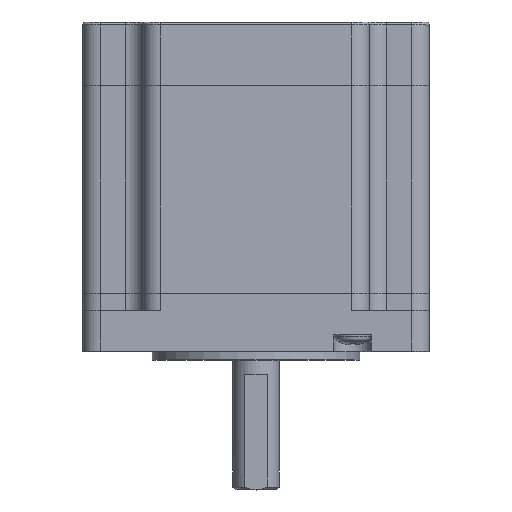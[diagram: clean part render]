
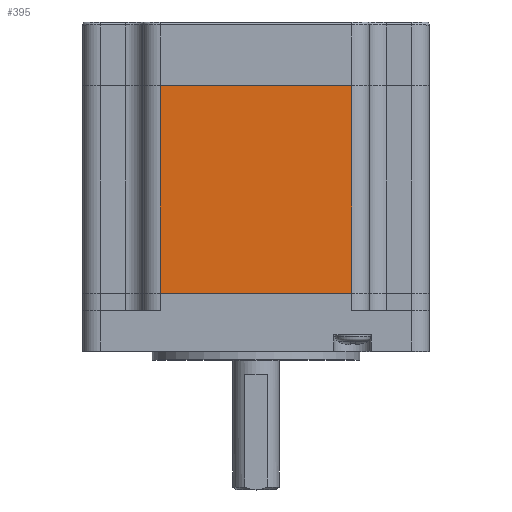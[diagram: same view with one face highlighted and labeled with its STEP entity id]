
A CAD part, top view. The second image highlights one B-rep face of the part: STEP entity #395.
In plain terms, the highlighted planar face has unit normal (0, 0, 1).
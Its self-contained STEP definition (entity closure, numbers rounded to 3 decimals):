
#395 = ADVANCED_FACE( '', ( #916 ), #917, .T. );
#916 = FACE_OUTER_BOUND( '', #1670, .T. );
#917 = PLANE( '', #1671 );
#1670 = EDGE_LOOP( '', ( #2547, #2548, #2549, #2550 ) );
#1671 = AXIS2_PLACEMENT_3D( '', #2551, #2552, #2553 );
#2547 = ORIENTED_EDGE( '', *, *, #4330, .T. );
#2548 = ORIENTED_EDGE( '', *, *, #4331, .T. );
#2549 = ORIENTED_EDGE( '', *, *, #4223, .F. );
#2550 = ORIENTED_EDGE( '', *, *, #4332, .T. );
#2551 = CARTESIAN_POINT( '', ( -19.6, -36., 30. ) );
#2552 = DIRECTION( '', ( 0., 0., 1. ) );
#2553 = DIRECTION( '', ( 1., 0., 0. ) );
#4223 = EDGE_CURVE( '', #4959, #4961, #4962, .T. );
#4330 = EDGE_CURVE( '', #5147, #5148, #5149, .T. );
#4331 = EDGE_CURVE( '', #5148, #4961, #5150, .T. );
#4332 = EDGE_CURVE( '', #4959, #5147, #5151, .F. );
#4959 = VERTEX_POINT( '', #6024 );
#4961 = VERTEX_POINT( '', #6026 );
#4962 = LINE( '', #6027, #6028 );
#5147 = VERTEX_POINT( '', #6313 );
#5148 = VERTEX_POINT( '', #6314 );
#5149 = LINE( '', #6315, #6316 );
#5150 = LINE( '', #6317, #6318 );
#5151 = LINE( '', #6319, #6320 );
#6024 = CARTESIAN_POINT( '', ( -16.6, 0., 30. ) );
#6026 = CARTESIAN_POINT( '', ( 16.6, 0., 30. ) );
#6027 = CARTESIAN_POINT( '', ( -19.6, 0., 30. ) );
#6028 = VECTOR( '', #7401, 1000. );
#6313 = CARTESIAN_POINT( '', ( -16.6, -36., 30. ) );
#6314 = CARTESIAN_POINT( '', ( 16.6, -36., 30. ) );
#6315 = CARTESIAN_POINT( '', ( -19.6, -36., 30. ) );
#6316 = VECTOR( '', #7565, 1000. );
#6317 = CARTESIAN_POINT( '', ( 16.6, -36., 30. ) );
#6318 = VECTOR( '', #7566, 1000. );
#6319 = CARTESIAN_POINT( '', ( -16.6, -36., 30. ) );
#6320 = VECTOR( '', #7567, 1000. );
#7401 = DIRECTION( '', ( 1., 0., 0. ) );
#7565 = DIRECTION( '', ( 1., 0., 0. ) );
#7566 = DIRECTION( '', ( 0., 1., 0. ) );
#7567 = DIRECTION( '', ( 0., 1., 0. ) );
